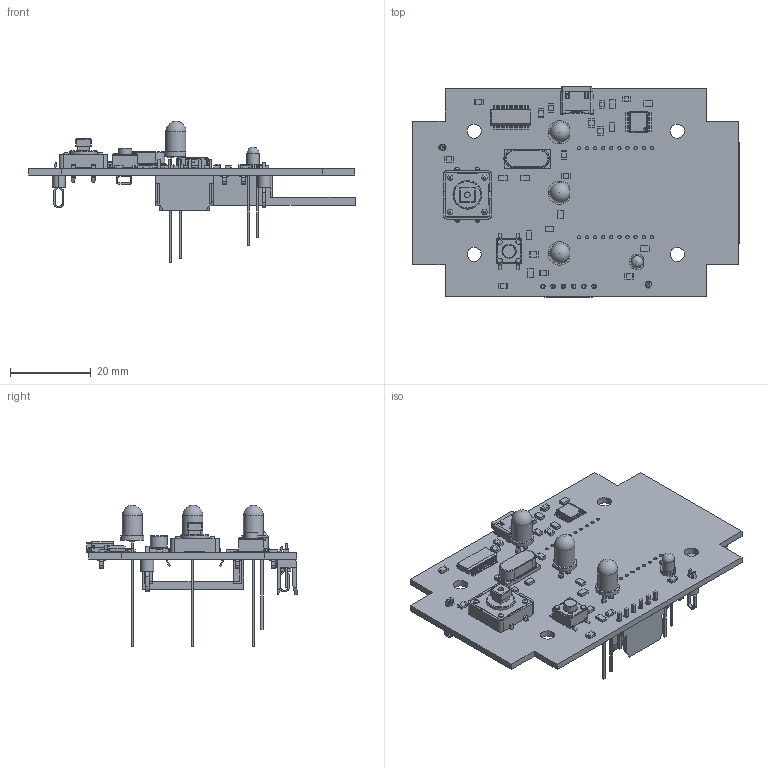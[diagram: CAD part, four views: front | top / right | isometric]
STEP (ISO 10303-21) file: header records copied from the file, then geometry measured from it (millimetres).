
FILE_DESCRIPTION(('Open CASCADE Model'),'2;1');
FILE_NAME('Open CASCADE Shape Model','2022-09-08T08:02:38',('Author'),( 'Open CASCADE'),'Open CASCADE STEP processor 6.8','Open CASCADE 6.8' ,'Unknown');
FILE_SCHEMA(('AUTOMOTIVE_DESIGN { 1 0 10303 214 1 1 1 1 }'));
Length unit declared in the file: millimetre
Products named in the file (101): PCB; Board; Open CASCADE STEP translator 6.8 1.1.1; C10; 5933665472; Extruded; Y1; crystal_hc-49-smd; C6; C5; U2; 5931272432; Open_CASCADE_STEP_translator_6.8_2.1; Body; Open_CASCADE_STEP_translator_6.8_2.2.1; Leader; TP4; keystone-PN5019; TP3; R6; 5933665312; 5933665152; R5; R4; 5933669392; 5933669232; R3; FB2; WE-CBF_0805_CBF; 74279201; tende; FB1; R9; U1; DAC8820IBDB; S2; 4304x60737x6; frame; cover; pins ...
Assembly tree (168 placements, depth 5):
  PCB
    Board
      Open CASCADE STEP translator 6.8 1.1.1
    C10
      5933665472
        Extruded
    Y1
      crystal_hc-49-smd
        crystal_hc-49-smd
    C6
      5933665472
        Extruded
    C5
      5933665472
        Extruded
    U2
      5931272432
        Open_CASCADE_STEP_translator_6.8_2.1
        Body
          Open_CASCADE_STEP_translator_6.8_2.2.1
        Leader  x16
    TP4
      keystone-PN5019
    TP3
      keystone-PN5019
    R6
      5933665312  x2
        Extruded
      5933665152
        Extruded
    R5
      5933665312  x2
        Extruded
      5933665152
        Extruded
    R4
      5933669392  x2
        Extruded
      5933669232
        Extruded
    R3
      5933669392  x2
        Extruded
      5933669232
        Extruded
    FB2
      WE-CBF_0805_CBF
        74279201
  tende  x2
    FB1
      WE-CBF_0805_CBF
        74279201
  tende  x2
    R9
      5933665312  x2
        Extruded
      5933665152
        Extruded
    U1
      DAC8820IBDB
Bounding box: 80.81 x 52.06 x 35 mm (x, y, z)
Volume: 10968.9 mm3; surface area: 16288.7 mm2
Topology: 133 solids, 134 shells, 2819 faces, 6932 edges, 4383 vertices
Faces by surface type: plane 2066, cylinder 664, sphere 40, bspline 34, torus 13, cone 2
Full cylindrical faces by diameter (mm): 0.562 x1, 0.6 x2, 0.8 x22, 1 x16, 1.1 x6, 1.2 x8, 1.4 x1, 1.6 x2, 3 x1, 3.25 x1, 3.5 x1, 3.51 x4, 5 x3, 6.95 x1, 7.1 x1
Entity records: 68481 total; most frequent: CARTESIAN_POINT 11309, DIRECTION 9549, ORIENTED_EDGE 9445, EDGE_CURVE 4723, LINE 3587, VECTOR 3587, VERTEX_POINT 3084, AXIS2_PLACEMENT_3D 2981
